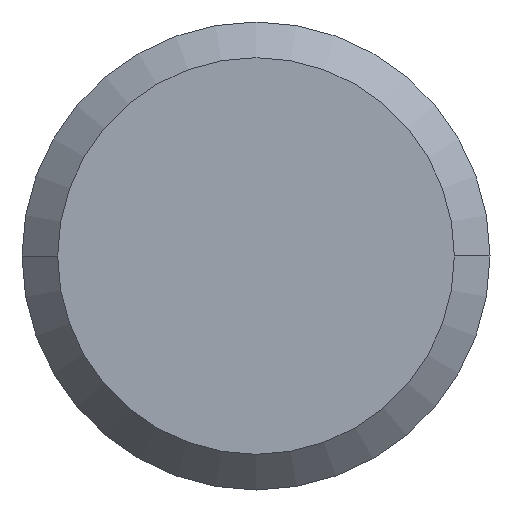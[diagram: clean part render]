
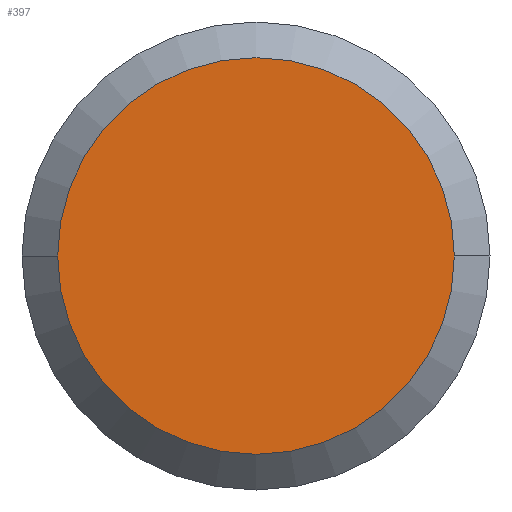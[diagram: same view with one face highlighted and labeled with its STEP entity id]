
A CAD part, left-side view. The second image highlights one B-rep face of the part: STEP entity #397.
In plain terms, the highlighted planar face has unit normal (-1, 0, 0).
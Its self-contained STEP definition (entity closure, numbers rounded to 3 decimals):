
#1 = EDGE_CURVE ( 'NONE', #63, #231, #249, .T. ) ;
#9 = DIRECTION ( 'NONE',  ( 0., 1., 0. ) ) ;
#56 = PLANE ( 'NONE',  #192 ) ;
#63 = VERTEX_POINT ( 'NONE', #368 ) ;
#98 = AXIS2_PLACEMENT_3D ( 'NONE', #309, #173, #9 ) ;
#121 = CARTESIAN_POINT ( 'NONE',  ( 0., 0., 0. ) ) ;
#133 = EDGE_LOOP ( 'NONE', ( #266, #242 ) ) ;
#173 = DIRECTION ( 'NONE',  ( 1., 0., 0. ) ) ;
#192 = AXIS2_PLACEMENT_3D ( 'NONE', #121, #316, #240 ) ;
#221 = DIRECTION ( 'NONE',  ( 0., 1., 0. ) ) ;
#227 = FACE_OUTER_BOUND ( 'NONE', #133, .T. ) ;
#231 = VERTEX_POINT ( 'NONE', #379 ) ;
#235 = AXIS2_PLACEMENT_3D ( 'NONE', #381, #349, #221 ) ;
#240 = DIRECTION ( 'NONE',  ( 0., -1., 0. ) ) ;
#242 = ORIENTED_EDGE ( 'NONE', *, *, #1, .F. ) ;
#249 = CIRCLE ( 'NONE', #98, 4.238 ) ;
#261 = EDGE_CURVE ( 'NONE', #231, #63, #355, .T. ) ;
#266 = ORIENTED_EDGE ( 'NONE', *, *, #261, .F. ) ;
#309 = CARTESIAN_POINT ( 'NONE',  ( 0., 0., 0. ) ) ;
#316 = DIRECTION ( 'NONE',  ( -1., 0., 0. ) ) ;
#349 = DIRECTION ( 'NONE',  ( 1., 0., 0. ) ) ;
#355 = CIRCLE ( 'NONE', #235, 4.238 ) ;
#368 = CARTESIAN_POINT ( 'NONE',  ( 0., -4.238, 0. ) ) ;
#379 = CARTESIAN_POINT ( 'NONE',  ( 0., 4.238, 0. ) ) ;
#381 = CARTESIAN_POINT ( 'NONE',  ( 0., 0., 0. ) ) ;
#397 = ADVANCED_FACE ( 'NONE', ( #227 ), #56, .T. ) ;
